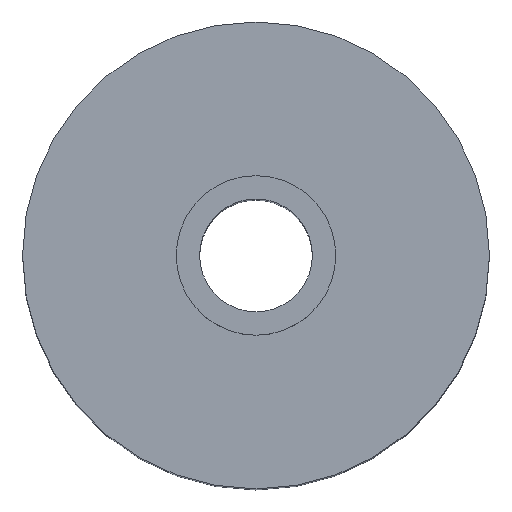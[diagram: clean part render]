
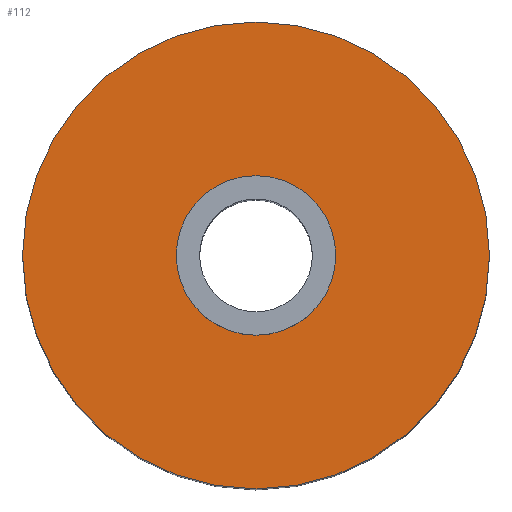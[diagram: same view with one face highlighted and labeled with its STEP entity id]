
A CAD part, top view. The second image highlights one B-rep face of the part: STEP entity #112.
In plain terms, the highlighted planar face has unit normal (0, 0, 1).
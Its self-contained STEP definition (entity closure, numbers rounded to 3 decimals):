
#19 = CIRCLE ( 'NONE', #249, 30. ) ;
#27 = DIRECTION ( 'NONE',  ( 1., 0., 0. ) ) ;
#28 = DIRECTION ( 'NONE',  ( 1., 0., 0. ) ) ;
#40 = VERTEX_POINT ( 'NONE', #339 ) ;
#50 = FACE_OUTER_BOUND ( 'NONE', #70, .T. ) ;
#52 = AXIS2_PLACEMENT_3D ( 'NONE', #343, #146, #258 ) ;
#57 = DIRECTION ( 'NONE',  ( 0., 0., 1. ) ) ;
#60 = AXIS2_PLACEMENT_3D ( 'NONE', #177, #150, #63 ) ;
#63 = DIRECTION ( 'NONE',  ( 1., 0., 0. ) ) ;
#70 = EDGE_LOOP ( 'NONE', ( #164, #188 ) ) ;
#78 = CARTESIAN_POINT ( 'NONE',  ( 30., 0., 40. ) ) ;
#89 = CARTESIAN_POINT ( 'NONE',  ( 0., 0., 40. ) ) ;
#112 = ADVANCED_FACE ( 'NONE', ( #365, #50 ), #288, .F. ) ;
#119 = EDGE_CURVE ( 'NONE', #245, #130, #352, .T. ) ;
#130 = VERTEX_POINT ( 'NONE', #151 ) ;
#145 = CARTESIAN_POINT ( 'NONE',  ( 0., 0., 40. ) ) ;
#146 = DIRECTION ( 'NONE',  ( 0., 0., -1. ) ) ;
#150 = DIRECTION ( 'NONE',  ( 0., 0., 1. ) ) ;
#151 = CARTESIAN_POINT ( 'NONE',  ( -10.25, 0., 40. ) ) ;
#164 = ORIENTED_EDGE ( 'NONE', *, *, #247, .T. ) ;
#165 = ORIENTED_EDGE ( 'NONE', *, *, #119, .F. ) ;
#173 = CARTESIAN_POINT ( 'NONE',  ( 0., 0., 40. ) ) ;
#177 = CARTESIAN_POINT ( 'NONE',  ( 0., 0., 40. ) ) ;
#188 = ORIENTED_EDGE ( 'NONE', *, *, #271, .T. ) ;
#192 = AXIS2_PLACEMENT_3D ( 'NONE', #145, #227, #312 ) ;
#223 = VERTEX_POINT ( 'NONE', #78 ) ;
#227 = DIRECTION ( 'NONE',  ( 0., 0., 1. ) ) ;
#231 = CIRCLE ( 'NONE', #60, 30. ) ;
#245 = VERTEX_POINT ( 'NONE', #325 ) ;
#247 = EDGE_CURVE ( 'NONE', #223, #40, #19, .T. ) ;
#249 = AXIS2_PLACEMENT_3D ( 'NONE', #173, #57, #27 ) ;
#258 = DIRECTION ( 'NONE',  ( -1., 0., 0. ) ) ;
#271 = EDGE_CURVE ( 'NONE', #40, #223, #231, .T. ) ;
#281 = EDGE_CURVE ( 'NONE', #130, #245, #358, .T. ) ;
#288 = PLANE ( 'NONE',  #52 ) ;
#307 = EDGE_LOOP ( 'NONE', ( #165, #357 ) ) ;
#312 = DIRECTION ( 'NONE',  ( 1., 0., 0. ) ) ;
#325 = CARTESIAN_POINT ( 'NONE',  ( 10.25, 0., 40. ) ) ;
#339 = CARTESIAN_POINT ( 'NONE',  ( -30., 0., 40. ) ) ;
#340 = AXIS2_PLACEMENT_3D ( 'NONE', #89, #350, #28 ) ;
#343 = CARTESIAN_POINT ( 'NONE',  ( 0., 10.25, 40. ) ) ;
#350 = DIRECTION ( 'NONE',  ( 0., 0., 1. ) ) ;
#352 = CIRCLE ( 'NONE', #192, 10.25 ) ;
#357 = ORIENTED_EDGE ( 'NONE', *, *, #281, .F. ) ;
#358 = CIRCLE ( 'NONE', #340, 10.25 ) ;
#365 = FACE_BOUND ( 'NONE', #307, .T. ) ;
